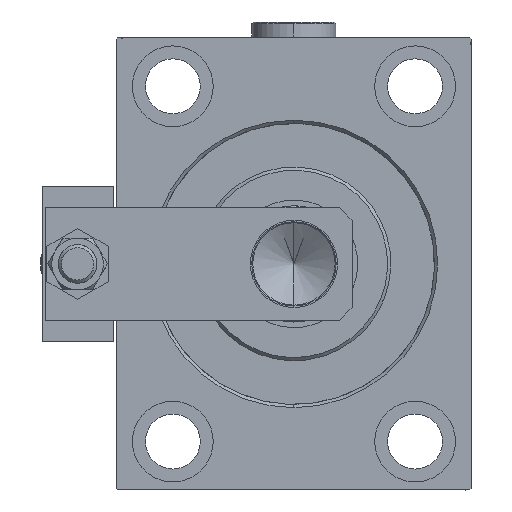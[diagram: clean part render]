
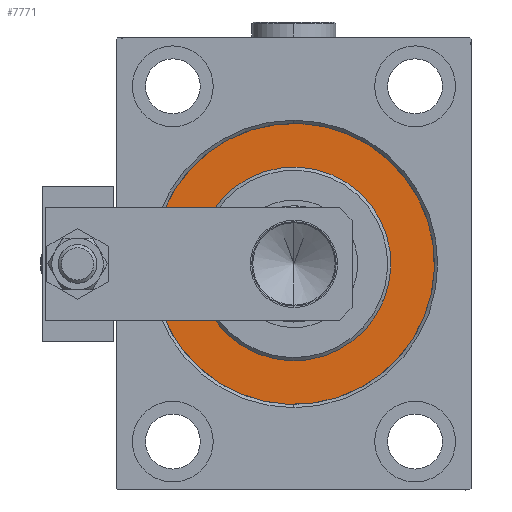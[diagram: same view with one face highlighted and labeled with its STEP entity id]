
A CAD part, left-side view. The second image highlights one B-rep face of the part: STEP entity #7771.
In plain terms, the highlighted face is planar.
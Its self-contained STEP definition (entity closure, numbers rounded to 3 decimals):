
#889 = CARTESIAN_POINT ( 'NONE',  ( 0., 0., 0. ) ) ;
#1099 = CARTESIAN_POINT ( 'NONE',  ( 0., 0., -30. ) ) ;
#1836 = CIRCLE ( 'NONE', #26547, 43.5 ) ;
#2892 = FACE_BOUND ( 'NONE', #37607, .T. ) ;
#3310 = AXIS2_PLACEMENT_3D ( 'NONE', #33606, #14507, #25866 ) ;
#4205 = VERTEX_POINT ( 'NONE', #43422 ) ;
#4873 = ORIENTED_EDGE ( 'NONE', *, *, #5459, .F. ) ;
#5054 = CARTESIAN_POINT ( 'NONE',  ( 0., 0., 0. ) ) ;
#5078 = CARTESIAN_POINT ( 'NONE',  ( 0., 0., 43.5 ) ) ;
#5459 = EDGE_CURVE ( 'NONE', #34454, #37033, #6503, .T. ) ;
#6503 = CIRCLE ( 'NONE', #24687, 30. ) ;
#7771 = ADVANCED_FACE ( 'NONE', ( #2892, #49846 ), #10125, .F. ) ;
#8666 = AXIS2_PLACEMENT_3D ( 'NONE', #22482, #49816, #26085 ) ;
#10125 = PLANE ( 'NONE',  #3310 ) ;
#11224 = ORIENTED_EDGE ( 'NONE', *, *, #17755, .F. ) ;
#11783 = DIRECTION ( 'NONE',  ( 0., 0., -1. ) ) ;
#13518 = DIRECTION ( 'NONE',  ( -1., 0., 0. ) ) ;
#13682 = CARTESIAN_POINT ( 'NONE',  ( 0., 0., 0. ) ) ;
#14440 = DIRECTION ( 'NONE',  ( 1., 0., 0. ) ) ;
#14507 = DIRECTION ( 'NONE',  ( -1., 0., 0. ) ) ;
#17755 = EDGE_CURVE ( 'NONE', #28380, #4205, #30925, .T. ) ;
#20078 = AXIS2_PLACEMENT_3D ( 'NONE', #13682, #14440, #38182 ) ;
#22482 = CARTESIAN_POINT ( 'NONE',  ( 0., 0., 0. ) ) ;
#24687 = AXIS2_PLACEMENT_3D ( 'NONE', #5054, #47132, #11783 ) ;
#25866 = DIRECTION ( 'NONE',  ( 0., 0., 1. ) ) ;
#26085 = DIRECTION ( 'NONE',  ( 0., 0., 1. ) ) ;
#26547 = AXIS2_PLACEMENT_3D ( 'NONE', #889, #13518, #39860 ) ;
#28380 = VERTEX_POINT ( 'NONE', #5078 ) ;
#30925 = CIRCLE ( 'NONE', #8666, 43.5 ) ;
#31512 = EDGE_LOOP ( 'NONE', ( #37542, #11224 ) ) ;
#33422 = CARTESIAN_POINT ( 'NONE',  ( 0., 0., 30. ) ) ;
#33606 = CARTESIAN_POINT ( 'NONE',  ( 0., 0., 0. ) ) ;
#34454 = VERTEX_POINT ( 'NONE', #1099 ) ;
#37033 = VERTEX_POINT ( 'NONE', #33422 ) ;
#37542 = ORIENTED_EDGE ( 'NONE', *, *, #40764, .F. ) ;
#37607 = EDGE_LOOP ( 'NONE', ( #48453, #4873 ) ) ;
#38182 = DIRECTION ( 'NONE',  ( 0., 0., -1. ) ) ;
#39860 = DIRECTION ( 'NONE',  ( 0., 0., 1. ) ) ;
#40764 = EDGE_CURVE ( 'NONE', #4205, #28380, #1836, .T. ) ;
#43422 = CARTESIAN_POINT ( 'NONE',  ( 0., 0., -43.5 ) ) ;
#47132 = DIRECTION ( 'NONE',  ( 1., 0., 0. ) ) ;
#48453 = ORIENTED_EDGE ( 'NONE', *, *, #49331, .F. ) ;
#49331 = EDGE_CURVE ( 'NONE', #37033, #34454, #49741, .T. ) ;
#49741 = CIRCLE ( 'NONE', #20078, 30. ) ;
#49816 = DIRECTION ( 'NONE',  ( -1., 0., 0. ) ) ;
#49846 = FACE_OUTER_BOUND ( 'NONE', #31512, .T. ) ;
